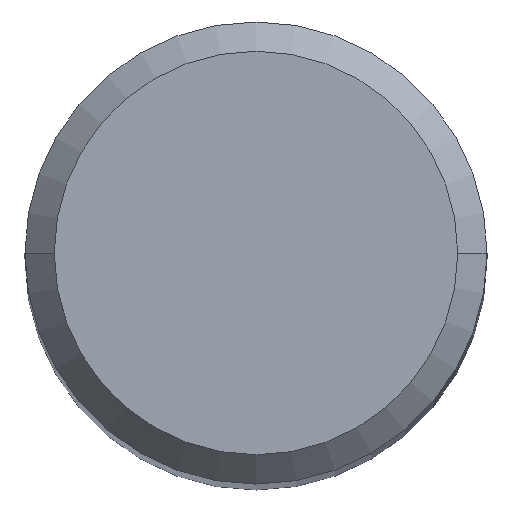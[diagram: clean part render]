
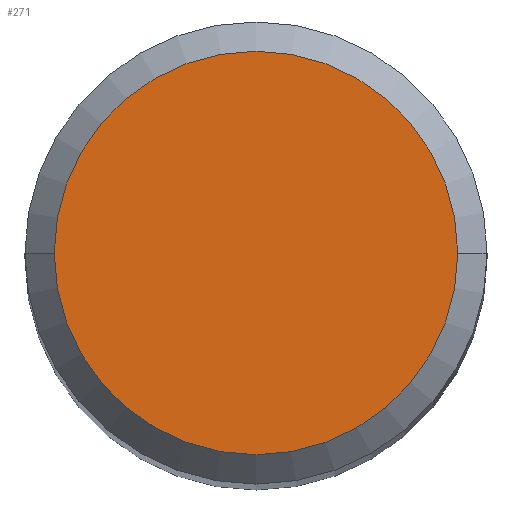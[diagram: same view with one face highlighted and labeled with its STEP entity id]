
A CAD part, top view. The second image highlights one B-rep face of the part: STEP entity #271.
In plain terms, the highlighted planar face has unit normal (0, 0, 1).
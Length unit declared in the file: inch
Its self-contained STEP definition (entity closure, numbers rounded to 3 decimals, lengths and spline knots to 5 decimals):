
#10 = DIRECTION ( 'NONE',  ( 1., 0., 0. ) ) ;
#17 = CARTESIAN_POINT ( 'NONE',  ( -0.10311, 0., 2.24409 ) ) ;
#29 = PLANE ( 'NONE',  #112 ) ;
#59 = AXIS2_PLACEMENT_3D ( 'NONE', #134, #95, #70 ) ;
#63 = DIRECTION ( 'NONE',  ( 0., 0., 1. ) ) ;
#70 = DIRECTION ( 'NONE',  ( 1., 0., 0. ) ) ;
#75 = AXIS2_PLACEMENT_3D ( 'NONE', #230, #63, #10 ) ;
#81 = FACE_OUTER_BOUND ( 'NONE', #281, .T. ) ;
#83 = DIRECTION ( 'NONE',  ( 1., 0., 0. ) ) ;
#90 = ORIENTED_EDGE ( 'NONE', *, *, #119, .T. ) ;
#95 = DIRECTION ( 'NONE',  ( 0., 0., 1. ) ) ;
#104 = VERTEX_POINT ( 'NONE', #17 ) ;
#107 = DIRECTION ( 'NONE',  ( 0., 0., 1. ) ) ;
#112 = AXIS2_PLACEMENT_3D ( 'NONE', #131, #107, #83 ) ;
#119 = EDGE_CURVE ( 'NONE', #262, #104, #137, .T. ) ;
#131 = CARTESIAN_POINT ( 'NONE',  ( 0., 0., 2.24409 ) ) ;
#134 = CARTESIAN_POINT ( 'NONE',  ( 0., 0., 2.24409 ) ) ;
#137 = CIRCLE ( 'NONE', #59, 0.10311 ) ;
#181 = ORIENTED_EDGE ( 'NONE', *, *, #231, .T. ) ;
#191 = CARTESIAN_POINT ( 'NONE',  ( 0.10311, 0., 2.24409 ) ) ;
#225 = CIRCLE ( 'NONE', #75, 0.10311 ) ;
#230 = CARTESIAN_POINT ( 'NONE',  ( 0., 0., 2.24409 ) ) ;
#231 = EDGE_CURVE ( 'NONE', #104, #262, #225, .T. ) ;
#262 = VERTEX_POINT ( 'NONE', #191 ) ;
#271 = ADVANCED_FACE ( 'NONE', ( #81 ), #29, .T. ) ;
#281 = EDGE_LOOP ( 'NONE', ( #181, #90 ) ) ;
